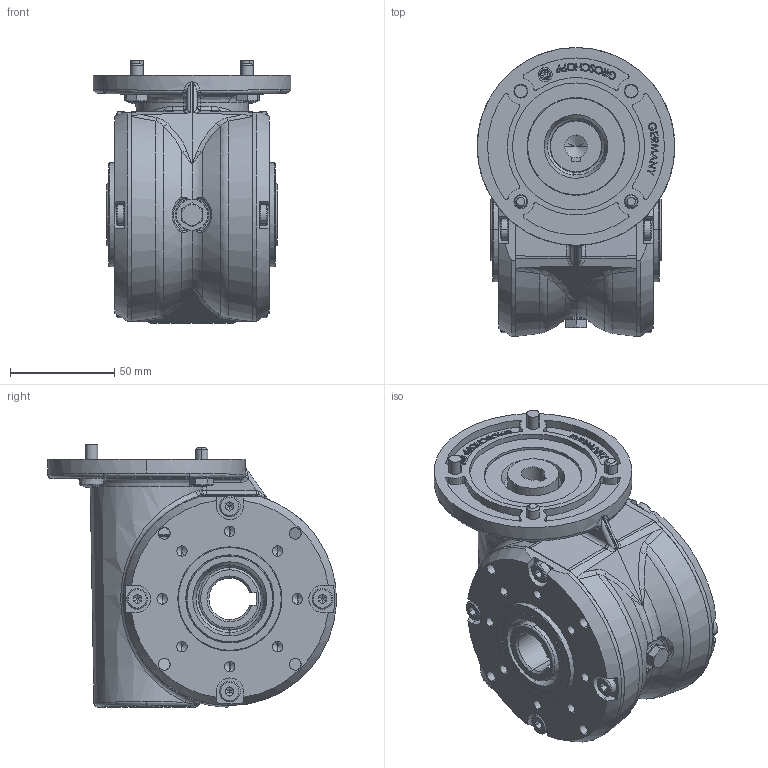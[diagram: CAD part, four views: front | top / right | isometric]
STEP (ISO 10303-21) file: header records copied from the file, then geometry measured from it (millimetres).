
FILE_DESCRIPTION (( 'STEP AP214' ), '1' );
FILE_NAME ('Getriebe_VE40-D1-H-+-2334003_.STEP', '2009-02-12T09:21:52', ( 'Groschopp' ), ( 'Groschopp AG' ), 'SwSTEP 2.0', 'SolidWorks 2007', '' );
FILE_SCHEMA (( 'AUTOMOTIVE_DESIGN' ));
Length unit declared in the file: millimetre
Products named in the file (16): Bronzekranz-+-Bronzekranz VE40_ _Uebersetzung 7,5_10_15_ 30; Lagerverschluß-+-2328232_ _PDB_2328232; N_3760_PDB_1031228; Schneckenwelle-+-Schneckenwelle VE40_ _Uebersetzung 30_7,5_10_15; N_3760_PDB_2328208; N_933_PDB_1012630; N_439_PDB_1010077; Dichtring-+-WN0182.01_ _PDB_1170155; N_7985_5_8-+-N_7985_5.8_ _M 6 x 16; Stiftshr_M6-+-1184938_ _PDB_1184938; N_7984_M 6 x 12; Getriebe_VE40-D1-H-+-2334003_; Gehäuse-+-2316129_ _PDB_2316145; Hohlwelle-+-Hohlwelle VE40_ _Uebersetzung 7,5_10_15_30; Schneckenrad_BHW-+-Schneckenrad BHW VE40_ _Uebersetzung 7,5_10_15_30; Lagerdeckel-+-2333805__PDB_2333805
Assembly tree (27 placements, depth 3):
  Getriebe_VE40-D1-H-+-2334003_
    N_7984_M 6 x 12  x8
    Lagerverschluß-+-2328232_ _PDB_2328232
    N_7985_5_8-+-N_7985_5.8_ _M 6 x 16  x2
    Lagerdeckel-+-2333805__PDB_2333805  x2
    N_3760_PDB_2328208  x2
    N_933_PDB_1012630
    Stiftshr_M6-+-1184938_ _PDB_1184938  x2
    N_3760_PDB_1031228
    N_439_PDB_1010077  x2
    Schneckenrad_BHW-+-Schneckenrad BHW VE40_ _Uebersetzung 7,5_10_15_30
      Bronzekranz-+-Bronzekranz VE40_ _Uebersetzung 7,5_10_15_ 30
      Hohlwelle-+-Hohlwelle VE40_ _Uebersetzung 7,5_10_15_30
    Schneckenwelle-+-Schneckenwelle VE40_ _Uebersetzung 30_7,5_10_15
    Gehäuse-+-2316129_ _PDB_2316145
    Dichtring-+-WN0182.01_ _PDB_1170155
Bounding box: 95 x 138.68 x 126.01 mm (x, y, z)
Volume: 481802.7 mm3; surface area: 195027.3 mm2
Topology: 27 solids, 27 shells, 2944 faces, 7329 edges, 4590 vertices
Faces by surface type: plane 997, bspline 714, cone 516, cylinder 482, torus 148, sphere 87
Entity records: 91844 total; most frequent: CARTESIAN_POINT 42455, ORIENTED_EDGE 10902, DIRECTION 8680, EDGE_CURVE 5451, VERTEX_POINT 3432, AXIS2_PLACEMENT_3D 3376, EDGE_LOOP 2367, FACE_OUTER_BOUND 2184
